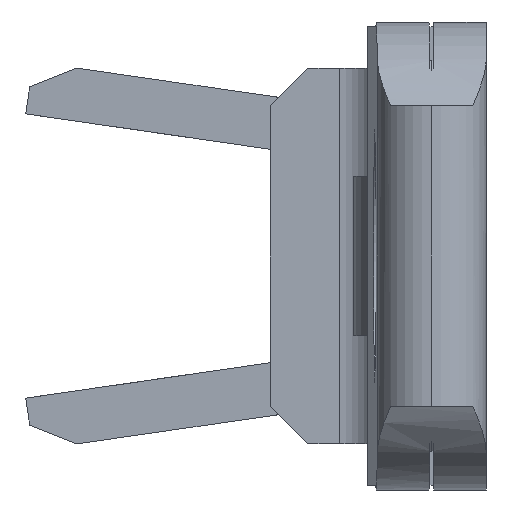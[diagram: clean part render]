
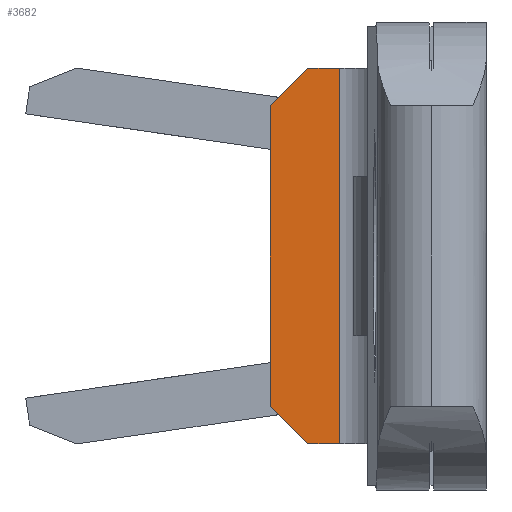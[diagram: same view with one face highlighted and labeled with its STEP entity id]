
A CAD part, left-side view. The second image highlights one B-rep face of the part: STEP entity #3682.
In plain terms, the highlighted planar face has unit normal (-1, 0, 0).
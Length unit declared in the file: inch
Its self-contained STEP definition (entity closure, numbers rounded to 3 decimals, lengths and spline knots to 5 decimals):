
#141 = CARTESIAN_POINT ( 'NONE',  ( 0.861, 0.086, 0.1245 ) ) ;
#233 = CARTESIAN_POINT ( 'NONE',  ( 0.861, 0.086, -0.1 ) ) ;
#266 = LINE ( 'NONE', #233, #3463 ) ;
#323 = LINE ( 'NONE', #2927, #1161 ) ;
#329 = ORIENTED_EDGE ( 'NONE', *, *, #3635, .T. ) ;
#650 = DIRECTION ( 'NONE',  ( 0., -1., 0. ) ) ;
#864 = PLANE ( 'NONE',  #5115 ) ;
#981 = VECTOR ( 'NONE', #2185, 39.37008 ) ;
#1084 = EDGE_CURVE ( 'NONE', #1431, #3072, #3141, .T. ) ;
#1161 = VECTOR ( 'NONE', #3763, 39.37008 ) ;
#1278 = CARTESIAN_POINT ( 'NONE',  ( 0.861, 0.086, 0.1245 ) ) ;
#1324 = EDGE_CURVE ( 'NONE', #1431, #1882, #1959, .T. ) ;
#1431 = VERTEX_POINT ( 'NONE', #2254 ) ;
#1820 = DIRECTION ( 'NONE',  ( 0., 0., -1. ) ) ;
#1882 = VERTEX_POINT ( 'NONE', #2159 ) ;
#1895 = CARTESIAN_POINT ( 'NONE',  ( 0.861, 0.086, 0.08 ) ) ;
#1959 = LINE ( 'NONE', #4276, #981 ) ;
#1986 = EDGE_CURVE ( 'NONE', #2900, #3374, #3002, .T. ) ;
#2121 = DIRECTION ( 'NONE',  ( 0., 1., 0. ) ) ;
#2131 = VECTOR ( 'NONE', #4131, 39.37008 ) ;
#2159 = CARTESIAN_POINT ( 'NONE',  ( 0.861, 0.066, 0.1 ) ) ;
#2170 = EDGE_LOOP ( 'NONE', ( #4981, #4116, #4374, #329, #2671, #5194 ) ) ;
#2185 = DIRECTION ( 'NONE',  ( 0., 1., 0. ) ) ;
#2254 = CARTESIAN_POINT ( 'NONE',  ( 0.861, 0.049, 0.1 ) ) ;
#2337 = EDGE_CURVE ( 'NONE', #1882, #2900, #323, .T. ) ;
#2459 = DIRECTION ( 'NONE',  ( 0., 0., -1. ) ) ;
#2671 = ORIENTED_EDGE ( 'NONE', *, *, #5254, .T. ) ;
#2886 = CARTESIAN_POINT ( 'NONE',  ( 0.861, 0.066, -0.1 ) ) ;
#2900 = VERTEX_POINT ( 'NONE', #1895 ) ;
#2927 = CARTESIAN_POINT ( 'NONE',  ( 0.861, 0.066, 0.1 ) ) ;
#2986 = FACE_OUTER_BOUND ( 'NONE', #2170, .T. ) ;
#3002 = LINE ( 'NONE', #141, #5124 ) ;
#3072 = VERTEX_POINT ( 'NONE', #3708 ) ;
#3141 = LINE ( 'NONE', #3300, #4257 ) ;
#3300 = CARTESIAN_POINT ( 'NONE',  ( 0.861, 0.049, 0.1245 ) ) ;
#3374 = VERTEX_POINT ( 'NONE', #3947 ) ;
#3377 = LINE ( 'NONE', #2886, #2131 ) ;
#3463 = VECTOR ( 'NONE', #650, 39.37008 ) ;
#3520 = VERTEX_POINT ( 'NONE', #4459 ) ;
#3635 = EDGE_CURVE ( 'NONE', #3374, #3520, #3377, .T. ) ;
#3682 = ADVANCED_FACE ( 'NONE', ( #2986 ), #864, .F. ) ;
#3708 = CARTESIAN_POINT ( 'NONE',  ( 0.861, 0.049, -0.1 ) ) ;
#3763 = DIRECTION ( 'NONE',  ( 0., 0.707, -0.707 ) ) ;
#3947 = CARTESIAN_POINT ( 'NONE',  ( 0.861, 0.086, -0.08 ) ) ;
#4116 = ORIENTED_EDGE ( 'NONE', *, *, #2337, .T. ) ;
#4131 = DIRECTION ( 'NONE',  ( 0., -0.707, -0.707 ) ) ;
#4257 = VECTOR ( 'NONE', #2459, 39.37008 ) ;
#4276 = CARTESIAN_POINT ( 'NONE',  ( 0.861, 0.086, 0.1 ) ) ;
#4374 = ORIENTED_EDGE ( 'NONE', *, *, #1986, .T. ) ;
#4459 = CARTESIAN_POINT ( 'NONE',  ( 0.861, 0.066, -0.1 ) ) ;
#4631 = DIRECTION ( 'NONE',  ( 1., 0., 0. ) ) ;
#4981 = ORIENTED_EDGE ( 'NONE', *, *, #1324, .T. ) ;
#5115 = AXIS2_PLACEMENT_3D ( 'NONE', #1278, #4631, #2121 ) ;
#5124 = VECTOR ( 'NONE', #1820, 39.37008 ) ;
#5194 = ORIENTED_EDGE ( 'NONE', *, *, #1084, .F. ) ;
#5254 = EDGE_CURVE ( 'NONE', #3520, #3072, #266, .T. ) ;
